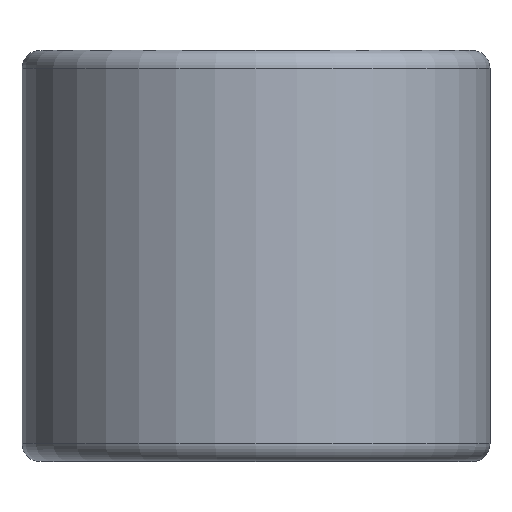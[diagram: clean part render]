
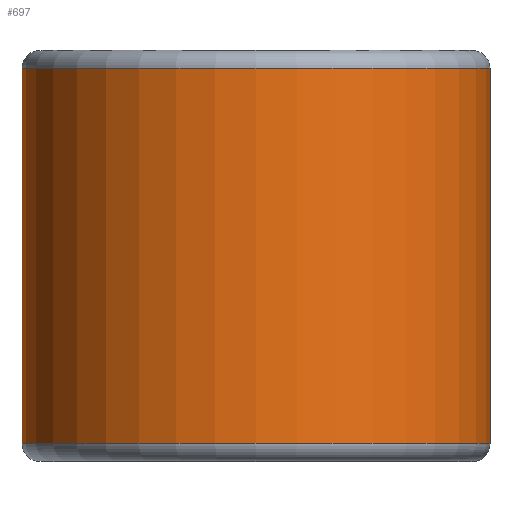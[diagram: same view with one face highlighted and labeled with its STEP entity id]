
A CAD part, top view. The second image highlights one B-rep face of the part: STEP entity #697.
In plain terms, the highlighted cylindrical face has radius 9.944 mm (diameter 19.888 mm), a partial arc.
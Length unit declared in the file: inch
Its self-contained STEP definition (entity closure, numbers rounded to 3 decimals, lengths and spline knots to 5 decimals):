
#13 = CARTESIAN_POINT ( 'NONE',  ( 0., 0.31375, 0. ) ) ;
#180 = EDGE_CURVE ( 'NONE', #1134, #568, #483, .T. ) ;
#241 = DIRECTION ( 'NONE',  ( 0., 0., -1. ) ) ;
#372 = CYLINDRICAL_SURFACE ( 'NONE', #1921, 0.3915 ) ;
#383 = CARTESIAN_POINT ( 'NONE',  ( 0., -0.31375, 0. ) ) ;
#432 = AXIS2_PLACEMENT_3D ( 'NONE', #383, #1756, #589 ) ;
#483 = LINE ( 'NONE', #1110, #613 ) ;
#568 = VERTEX_POINT ( 'NONE', #1493 ) ;
#587 = DIRECTION ( 'NONE',  ( 0., 1., 0. ) ) ;
#589 = DIRECTION ( 'NONE',  ( 0., 0., -1. ) ) ;
#613 = VECTOR ( 'NONE', #587, 39.37008 ) ;
#697 = ADVANCED_FACE ( 'NONE', ( #1043 ), #372, .T. ) ;
#717 = EDGE_LOOP ( 'NONE', ( #815, #1502, #2259, #1973 ) ) ;
#815 = ORIENTED_EDGE ( 'NONE', *, *, #1069, .T. ) ;
#832 = CARTESIAN_POINT ( 'NONE',  ( 0.3915, 0.31375, 0. ) ) ;
#840 = DIRECTION ( 'NONE',  ( 0., 1., 0. ) ) ;
#1010 = CIRCLE ( 'NONE', #432, 0.3915 ) ;
#1038 = VECTOR ( 'NONE', #840, 39.37008 ) ;
#1043 = FACE_OUTER_BOUND ( 'NONE', #717, .T. ) ;
#1069 = EDGE_CURVE ( 'NONE', #2396, #1313, #1407, .T. ) ;
#1110 = CARTESIAN_POINT ( 'NONE',  ( 0., 0.31375, -0.3915 ) ) ;
#1134 = VERTEX_POINT ( 'NONE', #1626 ) ;
#1313 = VERTEX_POINT ( 'NONE', #1408 ) ;
#1384 = DIRECTION ( 'NONE',  ( 0., -1., 0. ) ) ;
#1407 = LINE ( 'NONE', #832, #1038 ) ;
#1408 = CARTESIAN_POINT ( 'NONE',  ( 0.3915, 0.31375, 0. ) ) ;
#1493 = CARTESIAN_POINT ( 'NONE',  ( 0., 0.31375, -0.3915 ) ) ;
#1502 = ORIENTED_EDGE ( 'NONE', *, *, #1891, .T. ) ;
#1626 = CARTESIAN_POINT ( 'NONE',  ( 0., -0.31375, -0.3915 ) ) ;
#1642 = DIRECTION ( 'NONE',  ( 0., 0., -1. ) ) ;
#1741 = EDGE_CURVE ( 'NONE', #2396, #1134, #1010, .T. ) ;
#1756 = DIRECTION ( 'NONE',  ( 0., -1., 0. ) ) ;
#1852 = AXIS2_PLACEMENT_3D ( 'NONE', #13, #1384, #241 ) ;
#1891 = EDGE_CURVE ( 'NONE', #1313, #568, #1966, .T. ) ;
#1921 = AXIS2_PLACEMENT_3D ( 'NONE', #2263, #2347, #1642 ) ;
#1966 = CIRCLE ( 'NONE', #1852, 0.3915 ) ;
#1973 = ORIENTED_EDGE ( 'NONE', *, *, #1741, .F. ) ;
#2132 = CARTESIAN_POINT ( 'NONE',  ( 0.3915, -0.31375, 0. ) ) ;
#2259 = ORIENTED_EDGE ( 'NONE', *, *, #180, .F. ) ;
#2263 = CARTESIAN_POINT ( 'NONE',  ( 0., 0.3125, 0. ) ) ;
#2347 = DIRECTION ( 'NONE',  ( 0., -1., 0. ) ) ;
#2396 = VERTEX_POINT ( 'NONE', #2132 ) ;
